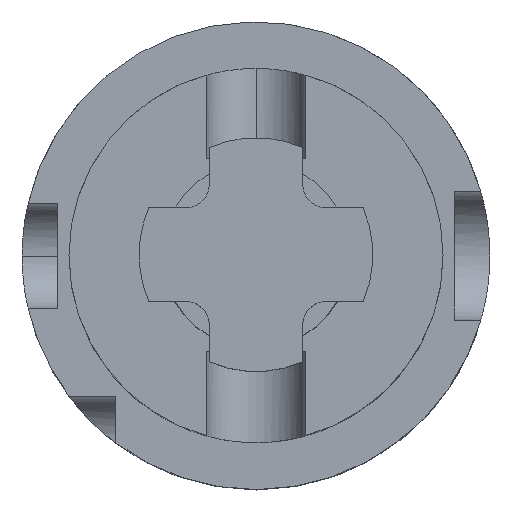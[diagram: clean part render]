
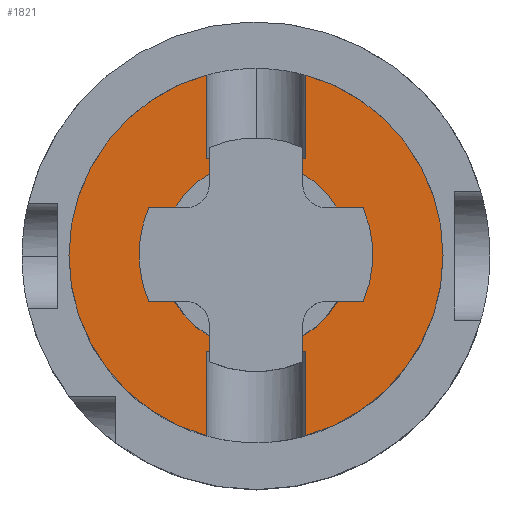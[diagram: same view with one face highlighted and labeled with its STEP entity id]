
A CAD part, top view. The second image highlights one B-rep face of the part: STEP entity #1821.
In plain terms, the highlighted planar face has unit normal (0, 0, 1).
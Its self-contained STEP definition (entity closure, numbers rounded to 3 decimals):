
#1 = EDGE_LOOP ( 'NONE', ( #789, #4435 ) ) ;
#13 = VECTOR ( 'NONE', #651, 1000. ) ;
#25 = CARTESIAN_POINT ( 'NONE',  ( -8., 0., 40. ) ) ;
#142 = DIRECTION ( 'NONE',  ( 0., 0., -1. ) ) ;
#145 = EDGE_CURVE ( 'NONE', #1038, #3440, #948, .T. ) ;
#172 = CIRCLE ( 'NONE', #313, 8. ) ;
#313 = AXIS2_PLACEMENT_3D ( 'NONE', #2002, #3390, #3774 ) ;
#331 = ORIENTED_EDGE ( 'NONE', *, *, #1344, .F. ) ;
#335 = VERTEX_POINT ( 'NONE', #4113 ) ;
#376 = EDGE_CURVE ( 'NONE', #1652, #4174, #3890, .T. ) ;
#486 = DIRECTION ( 'NONE',  ( -1., 0., 0. ) ) ;
#596 = CARTESIAN_POINT ( 'NONE',  ( 4.25, 16., 40. ) ) ;
#615 = ORIENTED_EDGE ( 'NONE', *, *, #856, .F. ) ;
#651 = DIRECTION ( 'NONE',  ( 1., 0., 0. ) ) ;
#660 = CIRCLE ( 'NONE', #2490, 16. ) ;
#769 = CARTESIAN_POINT ( 'NONE',  ( -4.25, 8.25, 40. ) ) ;
#777 = VERTEX_POINT ( 'NONE', #1696 ) ;
#789 = ORIENTED_EDGE ( 'NONE', *, *, #1490, .T. ) ;
#856 = EDGE_CURVE ( 'NONE', #2983, #4174, #4144, .T. ) ;
#884 = CARTESIAN_POINT ( 'NONE',  ( 0., 0., 40. ) ) ;
#910 = AXIS2_PLACEMENT_3D ( 'NONE', #3986, #3321, #2966 ) ;
#948 = CIRCLE ( 'NONE', #910, 16. ) ;
#952 = CARTESIAN_POINT ( 'NONE',  ( 4.25, 8.25, 40. ) ) ;
#965 = DIRECTION ( 'NONE',  ( -1., 0., 0. ) ) ;
#987 = ORIENTED_EDGE ( 'NONE', *, *, #2125, .T. ) ;
#1038 = VERTEX_POINT ( 'NONE', #4028 ) ;
#1043 = EDGE_LOOP ( 'NONE', ( #1569, #3405, #615, #331, #3270, #987, #2714, #2961, #4492, #2972 ) ) ;
#1092 = LINE ( 'NONE', #2051, #13 ) ;
#1113 = CARTESIAN_POINT ( 'NONE',  ( 0., 0., 40. ) ) ;
#1163 = CARTESIAN_POINT ( 'NONE',  ( 0., 0., 40. ) ) ;
#1199 = PLANE ( 'NONE',  #2169 ) ;
#1299 = DIRECTION ( 'NONE',  ( 1., 0., 0. ) ) ;
#1344 = EDGE_CURVE ( 'NONE', #3636, #2983, #660, .T. ) ;
#1430 = VECTOR ( 'NONE', #1907, 1000. ) ;
#1445 = EDGE_CURVE ( 'NONE', #3443, #1038, #2131, .T. ) ;
#1490 = EDGE_CURVE ( 'NONE', #3385, #3447, #172, .T. ) ;
#1539 = LINE ( 'NONE', #952, #2470 ) ;
#1548 = LINE ( 'NONE', #596, #1664 ) ;
#1562 = AXIS2_PLACEMENT_3D ( 'NONE', #884, #4336, #3317 ) ;
#1569 = ORIENTED_EDGE ( 'NONE', *, *, #3861, .F. ) ;
#1652 = VERTEX_POINT ( 'NONE', #769 ) ;
#1664 = VECTOR ( 'NONE', #4039, 1000. ) ;
#1696 = CARTESIAN_POINT ( 'NONE',  ( 4.25, -8.25, 40. ) ) ;
#1821 = ADVANCED_FACE ( 'NONE', ( #2564, #3665 ), #1199, .T. ) ;
#1888 = AXIS2_PLACEMENT_3D ( 'NONE', #2354, #3409, #965 ) ;
#1907 = DIRECTION ( 'NONE',  ( 0., 1., 0. ) ) ;
#1920 = DIRECTION ( 'NONE',  ( 0., -1., 0. ) ) ;
#2002 = CARTESIAN_POINT ( 'NONE',  ( 0., 0., 40. ) ) ;
#2051 = CARTESIAN_POINT ( 'NONE',  ( 4.25, -8.25, 40. ) ) ;
#2125 = EDGE_CURVE ( 'NONE', #3259, #777, #1092, .T. ) ;
#2131 = CIRCLE ( 'NONE', #1562, 16. ) ;
#2169 = AXIS2_PLACEMENT_3D ( 'NONE', #2252, #4319, #2602 ) ;
#2252 = CARTESIAN_POINT ( 'NONE',  ( 0., 16., 40. ) ) ;
#2354 = CARTESIAN_POINT ( 'NONE',  ( 0., 0., 40. ) ) ;
#2461 = CARTESIAN_POINT ( 'NONE',  ( 8., 0., 40. ) ) ;
#2470 = VECTOR ( 'NONE', #1299, 1000. ) ;
#2490 = AXIS2_PLACEMENT_3D ( 'NONE', #1163, #142, #486 ) ;
#2559 = LINE ( 'NONE', #3735, #3221 ) ;
#2564 = FACE_BOUND ( 'NONE', #1, .T. ) ;
#2594 = EDGE_CURVE ( 'NONE', #3259, #3636, #2559, .T. ) ;
#2600 = EDGE_CURVE ( 'NONE', #3447, #3385, #3612, .T. ) ;
#2602 = DIRECTION ( 'NONE',  ( 1., 0., 0. ) ) ;
#2658 = CARTESIAN_POINT ( 'NONE',  ( 4.25, 16., 40. ) ) ;
#2714 = ORIENTED_EDGE ( 'NONE', *, *, #3868, .F. ) ;
#2724 = LINE ( 'NONE', #2658, #2781 ) ;
#2781 = VECTOR ( 'NONE', #1920, 1000. ) ;
#2794 = AXIS2_PLACEMENT_3D ( 'NONE', #1113, #3196, #3901 ) ;
#2907 = EDGE_CURVE ( 'NONE', #3443, #335, #2724, .T. ) ;
#2961 = ORIENTED_EDGE ( 'NONE', *, *, #145, .F. ) ;
#2966 = DIRECTION ( 'NONE',  ( -1., 0., 0. ) ) ;
#2972 = ORIENTED_EDGE ( 'NONE', *, *, #2907, .T. ) ;
#2983 = VERTEX_POINT ( 'NONE', #3110 ) ;
#3023 = CARTESIAN_POINT ( 'NONE',  ( -4.25, -15.425, 40. ) ) ;
#3050 = CARTESIAN_POINT ( 'NONE',  ( -4.25, 15.425, 40. ) ) ;
#3088 = CARTESIAN_POINT ( 'NONE',  ( 4.25, -15.425, 40. ) ) ;
#3110 = CARTESIAN_POINT ( 'NONE',  ( -16., 0., 40. ) ) ;
#3196 = DIRECTION ( 'NONE',  ( 0., 0., -1. ) ) ;
#3221 = VECTOR ( 'NONE', #3691, 1000. ) ;
#3259 = VERTEX_POINT ( 'NONE', #3303 ) ;
#3270 = ORIENTED_EDGE ( 'NONE', *, *, #2594, .F. ) ;
#3303 = CARTESIAN_POINT ( 'NONE',  ( -4.25, -8.25, 40. ) ) ;
#3317 = DIRECTION ( 'NONE',  ( -1., 0., 0. ) ) ;
#3321 = DIRECTION ( 'NONE',  ( 0., 0., -1. ) ) ;
#3385 = VERTEX_POINT ( 'NONE', #25 ) ;
#3390 = DIRECTION ( 'NONE',  ( 0., 0., -1. ) ) ;
#3405 = ORIENTED_EDGE ( 'NONE', *, *, #376, .T. ) ;
#3409 = DIRECTION ( 'NONE',  ( 0., 0., -1. ) ) ;
#3440 = VERTEX_POINT ( 'NONE', #3088 ) ;
#3443 = VERTEX_POINT ( 'NONE', #4160 ) ;
#3447 = VERTEX_POINT ( 'NONE', #2461 ) ;
#3612 = CIRCLE ( 'NONE', #1888, 8. ) ;
#3636 = VERTEX_POINT ( 'NONE', #3023 ) ;
#3665 = FACE_OUTER_BOUND ( 'NONE', #1043, .T. ) ;
#3691 = DIRECTION ( 'NONE',  ( 0., -1., 0. ) ) ;
#3735 = CARTESIAN_POINT ( 'NONE',  ( -4.25, 16., 40. ) ) ;
#3774 = DIRECTION ( 'NONE',  ( -1., 0., 0. ) ) ;
#3861 = EDGE_CURVE ( 'NONE', #1652, #335, #1539, .T. ) ;
#3868 = EDGE_CURVE ( 'NONE', #3440, #777, #1548, .T. ) ;
#3890 = LINE ( 'NONE', #4329, #1430 ) ;
#3901 = DIRECTION ( 'NONE',  ( -1., 0., 0. ) ) ;
#3986 = CARTESIAN_POINT ( 'NONE',  ( 0., 0., 40. ) ) ;
#4028 = CARTESIAN_POINT ( 'NONE',  ( 16., 0., 40. ) ) ;
#4039 = DIRECTION ( 'NONE',  ( 0., 1., 0. ) ) ;
#4113 = CARTESIAN_POINT ( 'NONE',  ( 4.25, 8.25, 40. ) ) ;
#4144 = CIRCLE ( 'NONE', #2794, 16. ) ;
#4160 = CARTESIAN_POINT ( 'NONE',  ( 4.25, 15.425, 40. ) ) ;
#4174 = VERTEX_POINT ( 'NONE', #3050 ) ;
#4319 = DIRECTION ( 'NONE',  ( 0., 0., 1. ) ) ;
#4329 = CARTESIAN_POINT ( 'NONE',  ( -4.25, 16., 40. ) ) ;
#4336 = DIRECTION ( 'NONE',  ( 0., 0., -1. ) ) ;
#4435 = ORIENTED_EDGE ( 'NONE', *, *, #2600, .T. ) ;
#4492 = ORIENTED_EDGE ( 'NONE', *, *, #1445, .F. ) ;
